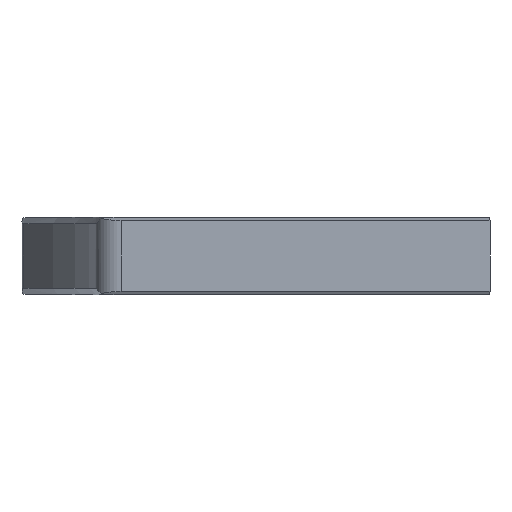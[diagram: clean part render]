
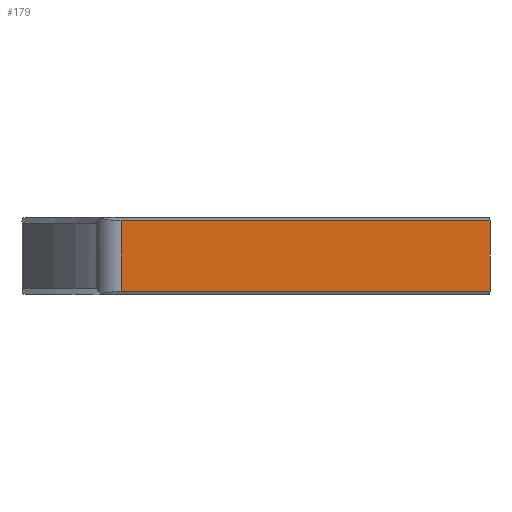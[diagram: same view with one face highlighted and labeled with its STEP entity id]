
A CAD part, front view. The second image highlights one B-rep face of the part: STEP entity #179.
In plain terms, the highlighted planar face has unit normal (0, -1, 0).
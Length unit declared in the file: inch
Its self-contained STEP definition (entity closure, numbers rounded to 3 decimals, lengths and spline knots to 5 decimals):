
#13 = VECTOR ( 'NONE', #1345, 39.37008 ) ;
#32 = CARTESIAN_POINT ( 'NONE',  ( 6.469, 0., -0.35787 ) ) ;
#74 = CARTESIAN_POINT ( 'NONE',  ( 6.469, 0., -0.35787 ) ) ;
#83 = LINE ( 'NONE', #762, #398 ) ;
#134 = VERTEX_POINT ( 'NONE', #32 ) ;
#179 = ADVANCED_FACE ( 'NONE', ( #1985 ), #284, .T. ) ;
#222 = VERTEX_POINT ( 'NONE', #1808 ) ;
#273 = DIRECTION ( 'NONE',  ( 0., 0., -1. ) ) ;
#284 = PLANE ( 'NONE',  #1400 ) ;
#289 = EDGE_CURVE ( 'NONE', #222, #728, #83, .T. ) ;
#329 = EDGE_LOOP ( 'NONE', ( #575, #2185, #1701, #1182 ) ) ;
#398 = VECTOR ( 'NONE', #772, 39.37008 ) ;
#415 = LINE ( 'NONE', #583, #13 ) ;
#575 = ORIENTED_EDGE ( 'NONE', *, *, #1147, .T. ) ;
#583 = CARTESIAN_POINT ( 'NONE',  ( 6.469, 0., -0.3735 ) ) ;
#618 = VECTOR ( 'NONE', #1798, 39.37008 ) ;
#728 = VERTEX_POINT ( 'NONE', #1314 ) ;
#762 = CARTESIAN_POINT ( 'NONE',  ( 4.68633, 0., -0.3425 ) ) ;
#772 = DIRECTION ( 'NONE',  ( 0., 0., -1. ) ) ;
#812 = CARTESIAN_POINT ( 'NONE',  ( 4.563, 0., -0.01563 ) ) ;
#1147 = EDGE_CURVE ( 'NONE', #2067, #222, #1448, .T. ) ;
#1182 = ORIENTED_EDGE ( 'NONE', *, *, #1452, .T. ) ;
#1314 = CARTESIAN_POINT ( 'NONE',  ( 4.68633, 0., -0.35787 ) ) ;
#1345 = DIRECTION ( 'NONE',  ( 0., 0., 1. ) ) ;
#1400 = AXIS2_PLACEMENT_3D ( 'NONE', #1797, #1828, #273 ) ;
#1440 = LINE ( 'NONE', #74, #2171 ) ;
#1448 = LINE ( 'NONE', #812, #618 ) ;
#1452 = EDGE_CURVE ( 'NONE', #134, #2067, #415, .T. ) ;
#1586 = CARTESIAN_POINT ( 'NONE',  ( 6.469, 0., -0.01563 ) ) ;
#1701 = ORIENTED_EDGE ( 'NONE', *, *, #2014, .T. ) ;
#1797 = CARTESIAN_POINT ( 'NONE',  ( 4.563, 0., -0.3735 ) ) ;
#1798 = DIRECTION ( 'NONE',  ( -1., 0., 0. ) ) ;
#1808 = CARTESIAN_POINT ( 'NONE',  ( 4.68633, 0., -0.01563 ) ) ;
#1828 = DIRECTION ( 'NONE',  ( 0., -1., 0. ) ) ;
#1944 = DIRECTION ( 'NONE',  ( 1., 0., 0. ) ) ;
#1985 = FACE_OUTER_BOUND ( 'NONE', #329, .T. ) ;
#2014 = EDGE_CURVE ( 'NONE', #728, #134, #1440, .T. ) ;
#2067 = VERTEX_POINT ( 'NONE', #1586 ) ;
#2171 = VECTOR ( 'NONE', #1944, 39.37008 ) ;
#2185 = ORIENTED_EDGE ( 'NONE', *, *, #289, .T. ) ;
